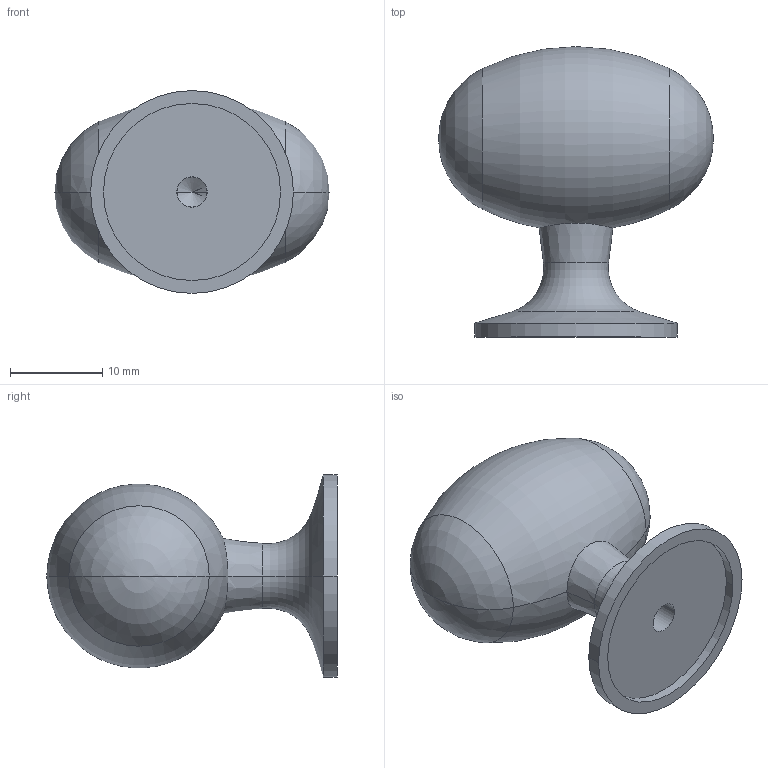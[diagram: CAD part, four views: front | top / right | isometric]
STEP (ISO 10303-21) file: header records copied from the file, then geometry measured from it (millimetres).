
FILE_DESCRIPTION(('Creo Elements/Direct Modeling STEP Export'),'2;1');
FILE_NAME('1766-30.stp','2021-10-11T14:22:53',(''),(''),'Creo Elements/Direct Modeling STEP processor for AP214 (Solid Model)','Creo Elements/Direct Modeling 20.0 12-Nov-2016 (C) Parametric Technology GmbH','');
FILE_SCHEMA(('AUTOMOTIVE_DESIGN { 1 0 10303 214 1 1 1 1 }'));
Length unit declared in the file: millimetre
Products named in the file (1): Knopf
Bounding box: 29.8 x 31.5 x 22 mm (x, y, z)
Volume: 7439.1 mm3; surface area: 2864.4 mm2
Topology: 1 solids, 1 shells, 25 faces, 55 edges, 29 vertices
Faces by surface type: cylinder 8, cone 6, torus 4, sphere 4, plane 3
Entity records: 1015 total; most frequent: CARTESIAN_POINT 487, DIRECTION 106, ORIENTED_EDGE 98, EDGE_CURVE 49, AXIS2_PLACEMENT_3D 46, VERTEX_POINT 29, EDGE_LOOP 28, FACE_OUTER_BOUND 25
